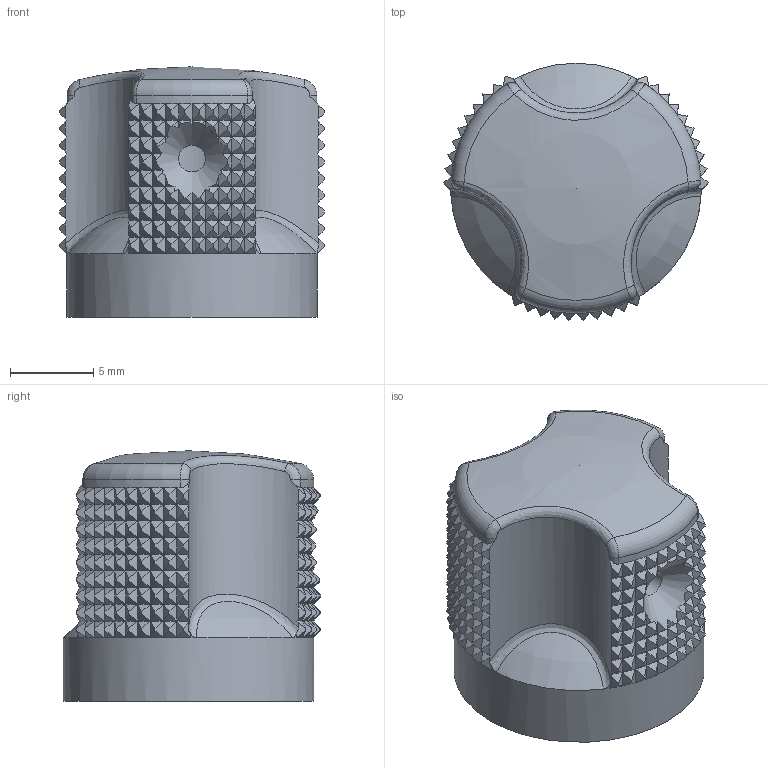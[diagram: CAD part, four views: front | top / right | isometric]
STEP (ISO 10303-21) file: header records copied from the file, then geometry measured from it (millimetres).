
FILE_DESCRIPTION(/* description */ (''),/* implementation_level */ '2;1');
FILE_NAME(/* name */ 'knob_Heading.stp',/* time_stamp */ '2024-09-17T00:34:43-07:00',/* author */ (''),/* organization */ (''),/* preprocessor_version */ 'ST-DEVELOPER v18.1',/* originating_system */ 'SIEMENS PLM Software NX 1996',/* authorisation */ '');
FILE_SCHEMA (('AUTOMOTIVE_DESIGN { 1 0 10303 214 3 1 1 1 }'));
Length unit declared in the file: millimetre
Products named in the file (1): freg63601562sebi
Bounding box: 15.86 x 15.43 x 15 mm (x, y, z)
Volume: 1453.1 mm3; surface area: 1408.8 mm2
Topology: 1 solids, 1 shells, 1077 faces, 2107 edges, 1030 vertices
Faces by surface type: cone 521, plane 520, cylinder 16, bspline 13, sphere 4, torus 3
Full cylindrical faces by diameter (mm): 1.6 x1, 12 x1, 15 x1
Entity records: 27501 total; most frequent: CARTESIAN_POINT 8476, ORIENTED_EDGE 4182, DIRECTION 3338, EDGE_CURVE 2091, AXIS2_PLACEMENT_3D 1391, B_SPLINE_CURVE_WITH_KNOTS 1209, EDGE_LOOP 1086, ADVANCED_FACE 1077
